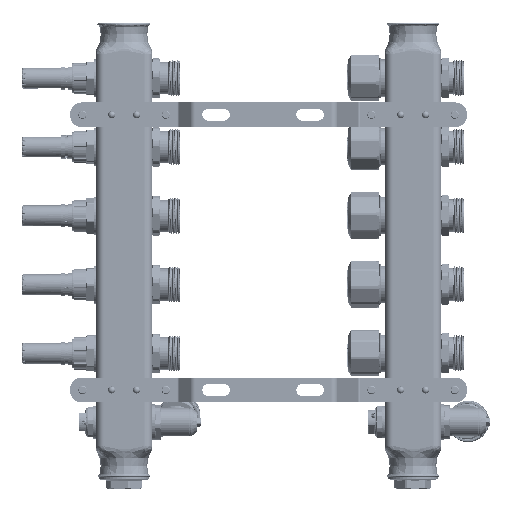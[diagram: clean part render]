
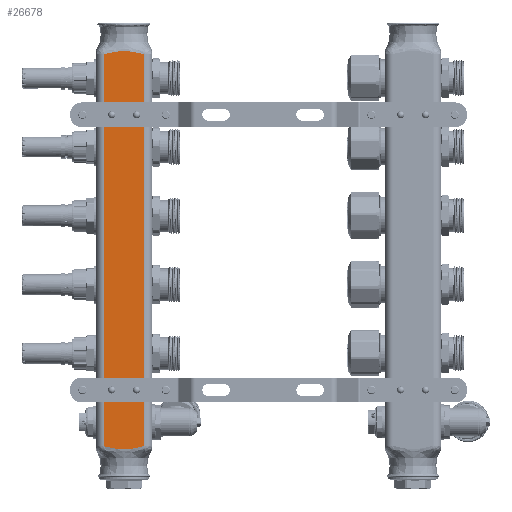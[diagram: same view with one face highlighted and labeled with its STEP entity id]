
A CAD part, front view. The second image highlights one B-rep face of the part: STEP entity #26678.
In plain terms, the highlighted face is planar.
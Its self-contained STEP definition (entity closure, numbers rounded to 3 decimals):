
#651 = CARTESIAN_POINT ( 'NONE',  ( 19.5, -4.27, -19.529 ) ) ;
#1039 = CARTESIAN_POINT ( 'NONE',  ( 19.5, 12.423, -21.029 ) ) ;
#2812 = CARTESIAN_POINT ( 'NONE',  ( 19.5, -11.516, -307.152 ) ) ;
#8258 = CARTESIAN_POINT ( 'NONE',  ( 19.5, 14.5, -306.426 ) ) ;
#9059 = CARTESIAN_POINT ( 'NONE',  ( 19.5, 4.287, -308.469 ) ) ;
#9551 = CARTESIAN_POINT ( 'NONE',  ( 19.5, 14.5, -21.574 ) ) ;
#9939 = CARTESIAN_POINT ( 'NONE',  ( 19.5, -6.697, -19.907 ) ) ;
#10340 = CARTESIAN_POINT ( 'NONE',  ( 19.5, 12.124, -20.957 ) ) ;
#12142 = CARTESIAN_POINT ( 'NONE',  ( 19.5, -9.706, -307.492 ) ) ;
#13953 = EDGE_CURVE ( 'NONE', #108001, #84293, #77467, .T. ) ;
#18481 = CARTESIAN_POINT ( 'NONE',  ( 19.5, -12.419, -21.028 ) ) ;
#18895 = CARTESIAN_POINT ( 'NONE',  ( 19.5, -11.215, -20.792 ) ) ;
#19298 = CARTESIAN_POINT ( 'NONE',  ( 19.5, 1.232, -19.288 ) ) ;
#21101 = CARTESIAN_POINT ( 'NONE',  ( 19.5, -2.442, -308.656 ) ) ;
#23188 = ORIENTED_EDGE ( 'NONE', *, *, #119407, .T. ) ;
#25431 = ORIENTED_EDGE ( 'NONE', *, *, #91104, .F. ) ;
#26035 = CARTESIAN_POINT ( 'NONE',  ( 19.5, 14.5, -164. ) ) ;
#26678 = ADVANCED_FACE ( 'NONE', ( #84740 ), #44283, .F. ) ;
#27761 = CARTESIAN_POINT ( 'NONE',  ( 19.5, 9.712, -20.509 ) ) ;
#28169 = CARTESIAN_POINT ( 'NONE',  ( 19.5, 4.893, -19.61 ) ) ;
#28575 = CARTESIAN_POINT ( 'NONE',  ( 19.5, 8.511, -20.258 ) ) ;
#28972 = CARTESIAN_POINT ( 'NONE',  ( 19.5, -6.093, -19.796 ) ) ;
#30349 = CARTESIAN_POINT ( 'NONE',  ( 19.5, -13.907, -306.589 ) ) ;
#31177 = B_SPLINE_CURVE_WITH_KNOTS ( 'NONE', 3,
 ( #9551, #56382, #110364, #1039, #10340, #91874, #54765, #27761, #28575, #74576, #65695, #28169, #74952, #83840, #19298, #111146, #55983, #651, #74170, #28972, #9939, #64480, #93466, #18895, #92255, #45884, #18481, #93063, #47471, #37810 ),
 .UNSPECIFIED., .F., .F.,
 ( 4, 2, 2, 2, 2, 2, 2, 2, 2, 2, 2, 2, 2, 2, 4 ),
 ( 0., 0.002, 0.003, 0.004, 0.007, 0.009, 0.011, 0.015, 0.018, 0.02, 0.022, 0.026, 0.027, 0.028, 0.029 ),
 .UNSPECIFIED. ) ;
#37810 = CARTESIAN_POINT ( 'NONE',  ( 19.5, -14.5, -21.574 ) ) ;
#39603 = CARTESIAN_POINT ( 'NONE',  ( 19.5, -14.5, -306.426 ) ) ;
#42827 = VECTOR ( 'NONE', #81718, 1000. ) ;
#44283 = PLANE ( 'NONE',  #76437 ) ;
#44781 = B_SPLINE_CURVE_WITH_KNOTS ( 'NONE', 3,
 ( #8258, #72871, #73275, #117986, #100618, #82556, #73678, #53875, #110278, #64393, #118380, #72072, #9059, #90584, #99806, #58179, #21101, #48456, #66673, #103282, #67471, #85625, #12142, #58576, #2812, #112913, #49247, #76717, #30349, #39603 ),
 .UNSPECIFIED., .F., .F.,
 ( 4, 2, 2, 2, 2, 2, 2, 2, 2, 2, 2, 2, 2, 2, 4 ),
 ( 0., 0.002, 0.003, 0.004, 0.007, 0.009, 0.011, 0.015, 0.018, 0.02, 0.022, 0.026, 0.027, 0.028, 0.029 ),
 .UNSPECIFIED. ) ;
#45884 = CARTESIAN_POINT ( 'NONE',  ( 19.5, -12.121, -20.957 ) ) ;
#47105 = CARTESIAN_POINT ( 'NONE',  ( 19.5, -14.5, -164. ) ) ;
#47471 = CARTESIAN_POINT ( 'NONE',  ( 19.5, -13.907, -21.411 ) ) ;
#48456 = CARTESIAN_POINT ( 'NONE',  ( 19.5, -4.27, -308.471 ) ) ;
#49247 = CARTESIAN_POINT ( 'NONE',  ( 19.5, -12.419, -306.972 ) ) ;
#53875 = CARTESIAN_POINT ( 'NONE',  ( 19.5, 9.712, -307.491 ) ) ;
#54765 = CARTESIAN_POINT ( 'NONE',  ( 19.5, 11.219, -20.793 ) ) ;
#55983 = CARTESIAN_POINT ( 'NONE',  ( 19.5, -2.442, -19.344 ) ) ;
#56338 = VECTOR ( 'NONE', #111170, 1000. ) ;
#56382 = CARTESIAN_POINT ( 'NONE',  ( 19.5, 13.908, -21.412 ) ) ;
#58179 = CARTESIAN_POINT ( 'NONE',  ( 19.5, -1.22, -308.713 ) ) ;
#58576 = CARTESIAN_POINT ( 'NONE',  ( 19.5, -11.215, -307.208 ) ) ;
#64393 = CARTESIAN_POINT ( 'NONE',  ( 19.5, 6.705, -308.092 ) ) ;
#64480 = CARTESIAN_POINT ( 'NONE',  ( 19.5, -8.505, -20.256 ) ) ;
#65695 = CARTESIAN_POINT ( 'NONE',  ( 19.5, 6.103, -19.798 ) ) ;
#66425 = CARTESIAN_POINT ( 'NONE',  ( 19.5, -14.5, -21.574 ) ) ;
#66673 = CARTESIAN_POINT ( 'NONE',  ( 19.5, -4.878, -308.392 ) ) ;
#67471 = CARTESIAN_POINT ( 'NONE',  ( 19.5, -6.697, -308.093 ) ) ;
#70812 = CARTESIAN_POINT ( 'NONE',  ( 19.5, -14.5, -306.426 ) ) ;
#72072 = CARTESIAN_POINT ( 'NONE',  ( 19.5, 4.893, -308.39 ) ) ;
#72871 = CARTESIAN_POINT ( 'NONE',  ( 19.5, 13.908, -306.588 ) ) ;
#73275 = CARTESIAN_POINT ( 'NONE',  ( 19.5, 13.315, -306.748 ) ) ;
#73678 = CARTESIAN_POINT ( 'NONE',  ( 19.5, 11.219, -307.207 ) ) ;
#74170 = CARTESIAN_POINT ( 'NONE',  ( 19.5, -4.878, -19.608 ) ) ;
#74576 = CARTESIAN_POINT ( 'NONE',  ( 19.5, 6.705, -19.908 ) ) ;
#74761 = CARTESIAN_POINT ( 'NONE',  ( 19.5, 14.5, -306.426 ) ) ;
#74952 = CARTESIAN_POINT ( 'NONE',  ( 19.5, 4.287, -19.531 ) ) ;
#76437 = AXIS2_PLACEMENT_3D ( 'NONE', #107201, #110735, #91858 ) ;
#76493 = LINE ( 'NONE', #47105, #56338 ) ;
#76717 = CARTESIAN_POINT ( 'NONE',  ( 19.5, -13.313, -306.748 ) ) ;
#77150 = ORIENTED_EDGE ( 'NONE', *, *, #13953, .T. ) ;
#77467 = LINE ( 'NONE', #26035, #42827 ) ;
#81718 = DIRECTION ( 'NONE',  ( 0., 0., 1. ) ) ;
#82556 = CARTESIAN_POINT ( 'NONE',  ( 19.5, 11.521, -307.151 ) ) ;
#83840 = CARTESIAN_POINT ( 'NONE',  ( 19.5, 2.461, -19.345 ) ) ;
#84293 = VERTEX_POINT ( 'NONE', #119693 ) ;
#84740 = FACE_OUTER_BOUND ( 'NONE', #104918, .T. ) ;
#84846 = VERTEX_POINT ( 'NONE', #66425 ) ;
#85625 = CARTESIAN_POINT ( 'NONE',  ( 19.5, -8.505, -307.744 ) ) ;
#90584 = CARTESIAN_POINT ( 'NONE',  ( 19.5, 2.461, -308.655 ) ) ;
#91104 = EDGE_CURVE ( 'NONE', #94107, #84846, #76493, .T. ) ;
#91858 = DIRECTION ( 'NONE',  ( 0., -1., 0. ) ) ;
#91874 = CARTESIAN_POINT ( 'NONE',  ( 19.5, 11.521, -20.849 ) ) ;
#92255 = CARTESIAN_POINT ( 'NONE',  ( 19.5, -11.516, -20.848 ) ) ;
#93063 = CARTESIAN_POINT ( 'NONE',  ( 19.5, -13.313, -21.252 ) ) ;
#93466 = CARTESIAN_POINT ( 'NONE',  ( 19.5, -9.706, -20.508 ) ) ;
#94107 = VERTEX_POINT ( 'NONE', #70812 ) ;
#99806 = CARTESIAN_POINT ( 'NONE',  ( 19.5, 1.232, -308.712 ) ) ;
#100618 = CARTESIAN_POINT ( 'NONE',  ( 19.5, 12.124, -307.043 ) ) ;
#103282 = CARTESIAN_POINT ( 'NONE',  ( 19.5, -6.093, -308.204 ) ) ;
#104918 = EDGE_LOOP ( 'NONE', ( #77150, #23188, #25431, #117667 ) ) ;
#107201 = CARTESIAN_POINT ( 'NONE',  ( 19.5, 14.5, -164. ) ) ;
#108001 = VERTEX_POINT ( 'NONE', #74761 ) ;
#110278 = CARTESIAN_POINT ( 'NONE',  ( 19.5, 8.511, -307.742 ) ) ;
#110364 = CARTESIAN_POINT ( 'NONE',  ( 19.5, 13.315, -21.252 ) ) ;
#110735 = DIRECTION ( 'NONE',  ( -1., 0., 0. ) ) ;
#111146 = CARTESIAN_POINT ( 'NONE',  ( 19.5, -1.22, -19.287 ) ) ;
#111170 = DIRECTION ( 'NONE',  ( 0., 0., 1. ) ) ;
#112913 = CARTESIAN_POINT ( 'NONE',  ( 19.5, -12.121, -307.043 ) ) ;
#114849 = EDGE_CURVE ( 'NONE', #108001, #94107, #44781, .T. ) ;
#117667 = ORIENTED_EDGE ( 'NONE', *, *, #114849, .F. ) ;
#117986 = CARTESIAN_POINT ( 'NONE',  ( 19.5, 12.423, -306.971 ) ) ;
#118380 = CARTESIAN_POINT ( 'NONE',  ( 19.5, 6.103, -308.202 ) ) ;
#119407 = EDGE_CURVE ( 'NONE', #84293, #84846, #31177, .T. ) ;
#119693 = CARTESIAN_POINT ( 'NONE',  ( 19.5, 14.5, -21.574 ) ) ;
